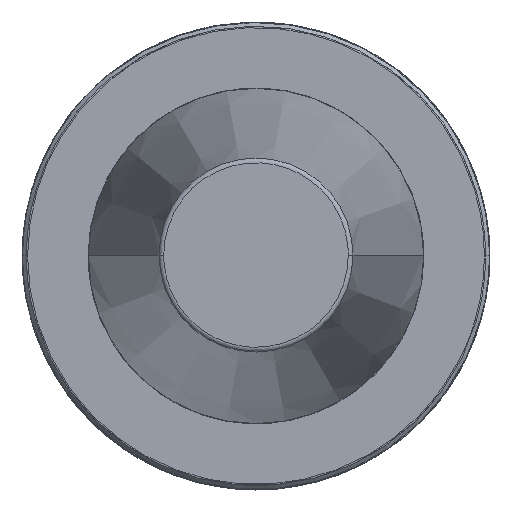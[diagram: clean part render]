
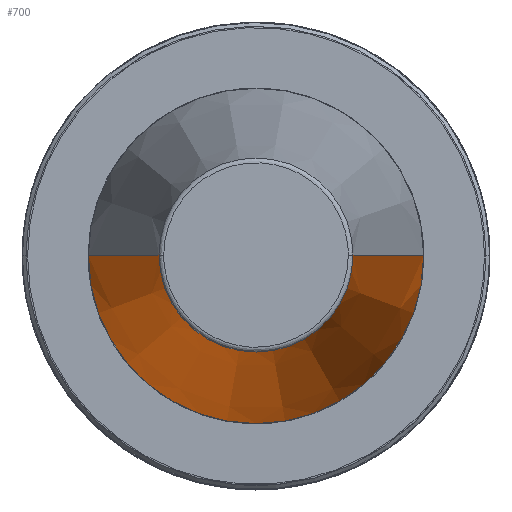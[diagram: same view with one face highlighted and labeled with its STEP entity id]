
A CAD part, top view. The second image highlights one B-rep face of the part: STEP entity #700.
In plain terms, the highlighted conical face has half-angle 8.297 degrees and reference radius 34.925 mm.
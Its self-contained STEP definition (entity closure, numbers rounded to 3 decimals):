
#62 = ORIENTED_EDGE ( 'NONE', *, *, #818, .T. ) ;
#285 = ORIENTED_EDGE ( 'NONE', *, *, #3774, .F. ) ;
#338 = EDGE_LOOP ( 'NONE', ( #618, #4249, #62, #285 ) ) ;
#409 = CARTESIAN_POINT ( 'NONE',  ( 0., 0., 0. ) ) ;
#467 = DIRECTION ( 'NONE',  ( 0., 0., -1. ) ) ;
#480 = DIRECTION ( 'NONE',  ( -1., 0., 0. ) ) ;
#618 = ORIENTED_EDGE ( 'NONE', *, *, #1890, .F. ) ;
#700 = ADVANCED_FACE ( 'NONE', ( #3974 ), #4029, .T. ) ;
#759 = DIRECTION ( 'NONE',  ( 1., 0., 0. ) ) ;
#779 = VECTOR ( 'NONE', #1871, 1000. ) ;
#818 = EDGE_CURVE ( 'NONE', #2864, #3085, #4016, .T. ) ;
#997 = AXIS2_PLACEMENT_3D ( 'NONE', #3756, #467, #480 ) ;
#1110 = CARTESIAN_POINT ( 'NONE',  ( -34.925, 0., 0. ) ) ;
#1367 = AXIS2_PLACEMENT_3D ( 'NONE', #409, #2193, #759 ) ;
#1549 = CARTESIAN_POINT ( 'NONE',  ( -34.925, 0., 0. ) ) ;
#1552 = DIRECTION ( 'NONE',  ( -0.144, 0., -0.99 ) ) ;
#1685 = DIRECTION ( 'NONE',  ( -1., 0., 0. ) ) ;
#1688 = CARTESIAN_POINT ( 'NONE',  ( 0., 0., 0. ) ) ;
#1694 = DIRECTION ( 'NONE',  ( 0., 0., -1. ) ) ;
#1732 = AXIS2_PLACEMENT_3D ( 'NONE', #1688, #1694, #1685 ) ;
#1825 = CIRCLE ( 'NONE', #997, 20.211 ) ;
#1832 = CARTESIAN_POINT ( 'NONE',  ( 20.211, 0., 100.894 ) ) ;
#1854 = CARTESIAN_POINT ( 'NONE',  ( 34.925, 0., 0. ) ) ;
#1871 = DIRECTION ( 'NONE',  ( 0.144, 0., -0.99 ) ) ;
#1890 = EDGE_CURVE ( 'NONE', #1912, #3757, #3483, .T. ) ;
#1912 = VERTEX_POINT ( 'NONE', #1832 ) ;
#2193 = DIRECTION ( 'NONE',  ( 0., 0., -1. ) ) ;
#2229 = CIRCLE ( 'NONE', #1367, 34.925 ) ;
#2330 = CARTESIAN_POINT ( 'NONE',  ( -20.211, 0., 100.894 ) ) ;
#2485 = EDGE_CURVE ( 'NONE', #1912, #2864, #1825, .T. ) ;
#2864 = VERTEX_POINT ( 'NONE', #2330 ) ;
#3085 = VERTEX_POINT ( 'NONE', #1110 ) ;
#3483 = LINE ( 'NONE', #1854, #779 ) ;
#3756 = CARTESIAN_POINT ( 'NONE',  ( 0., 0., 100.894 ) ) ;
#3757 = VERTEX_POINT ( 'NONE', #3926 ) ;
#3774 = EDGE_CURVE ( 'NONE', #3757, #3085, #2229, .T. ) ;
#3926 = CARTESIAN_POINT ( 'NONE',  ( 34.925, 0., 0. ) ) ;
#3974 = FACE_OUTER_BOUND ( 'NONE', #338, .T. ) ;
#4016 = LINE ( 'NONE', #1549, #4108 ) ;
#4029 = CONICAL_SURFACE ( 'NONE', #1732, 34.925, 0.145 ) ;
#4108 = VECTOR ( 'NONE', #1552, 1000. ) ;
#4249 = ORIENTED_EDGE ( 'NONE', *, *, #2485, .T. ) ;
